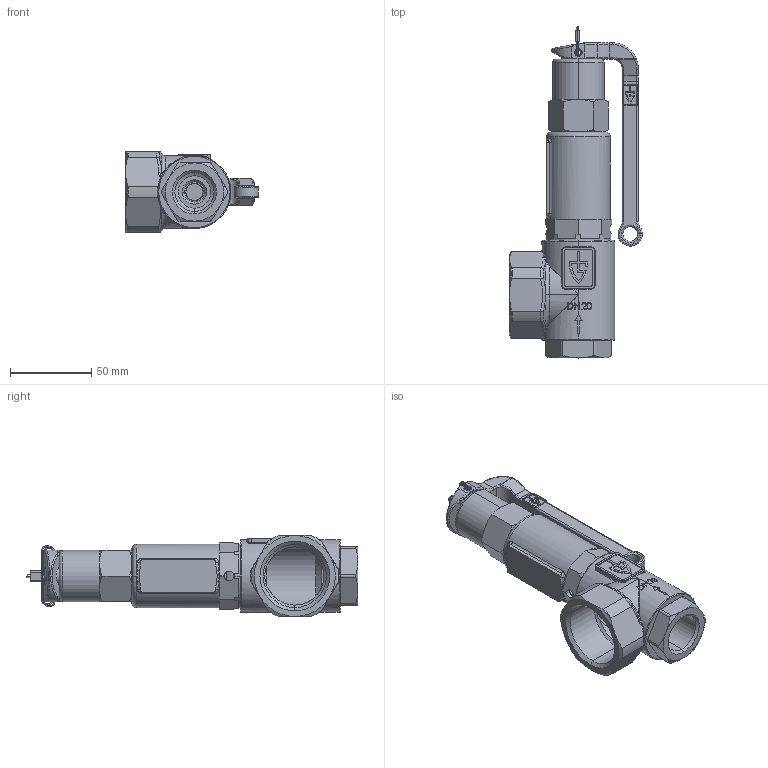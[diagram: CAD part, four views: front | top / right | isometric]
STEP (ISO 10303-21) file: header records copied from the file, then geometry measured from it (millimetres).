
FILE_DESCRIPTION (( 'STEP AP214' ), '1' );
FILE_NAME ('851 3-4 mit Hebel Dummy.STEP', '2010-07-07T08:41:34', ( '' ), ( '' ), 'SwSTEP 2.0', 'SolidWorks 2010', '' );
FILE_SCHEMA (( 'AUTOMOTIVE_DESIGN' ));
Length unit declared in the file: millimetre
Products named in the file (1): 851 3-4 mit Hebel Dummy
Bounding box: 82 x 204.88 x 50 mm (x, y, z)
Volume: 127678.6 mm3; surface area: 70157.5 mm2
Topology: 11 solids, 11 shells, 840 faces, 2133 edges, 1329 vertices
Faces by surface type: plane 283, cylinder 253, bspline 120, cone 89, torus 86, sphere 9
Entity records: 40802 total; most frequent: CARTESIAN_POINT 12308, ORIENTED_EDGE 4248, DIRECTION 3737, EDGE_CURVE 2124, AXIS2_PLACEMENT_3D 1441, VERTEX_POINT 1329, EDGE_LOOP 891, LINE 855
